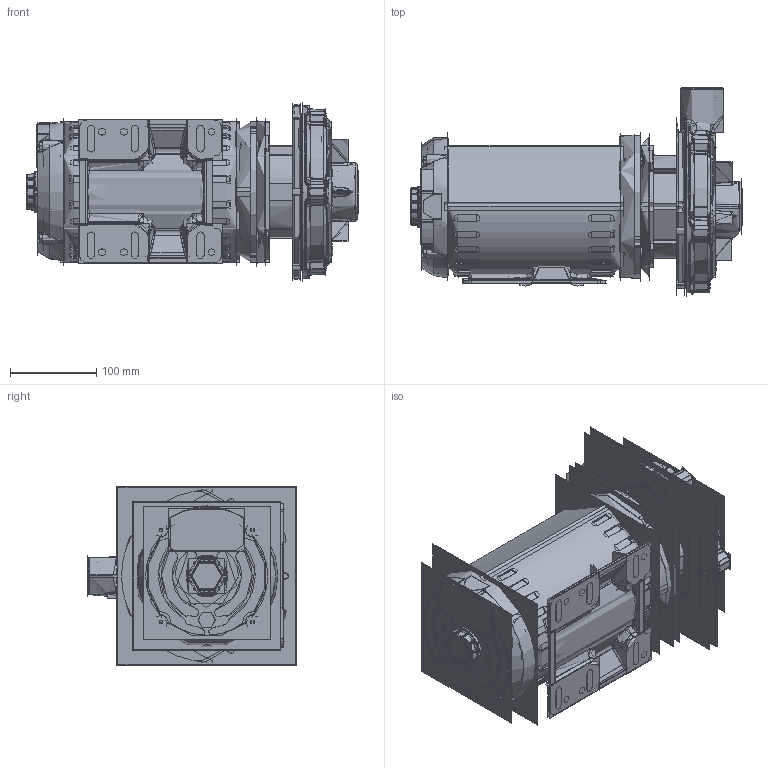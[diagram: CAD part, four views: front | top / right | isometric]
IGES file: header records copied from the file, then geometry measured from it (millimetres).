
Start section:  PTC IGES file: 87230431-00_asm.igs
Global section: file name: 87230431-00_asm.igs; native system: Creo Parametric by PTC Inc.; preprocessor: 2021063; author: santl04; organization: Unknown; date: 20220217.133454; units: millimetre
Bounding box: 385.27 x 242.29 x 208.02 mm (x, y, z)
Volume: 11075908.3 mm3; surface area: 7998317.4 mm2
Topology: 11 solids, 17 shells, 3831 faces, 24561 edges, 34431 vertices
Faces by surface type: bspline 2050, revolution 1761, extrusion 20
